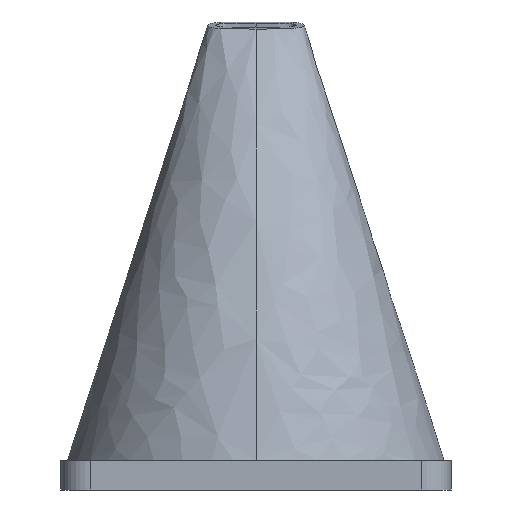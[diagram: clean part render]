
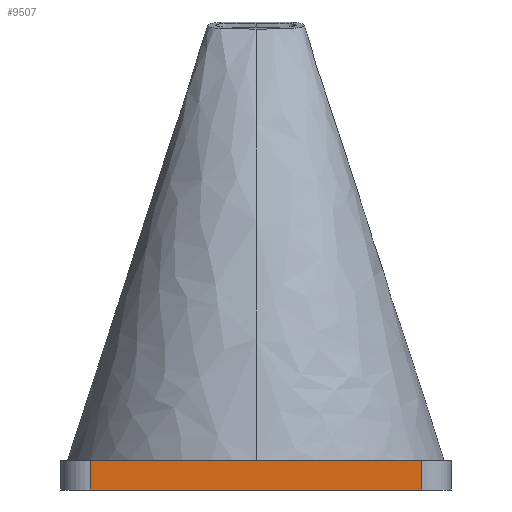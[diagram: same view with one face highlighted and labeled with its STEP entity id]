
A CAD part, front view. The second image highlights one B-rep face of the part: STEP entity #9507.
In plain terms, the highlighted planar face has unit normal (0, -1, 0).
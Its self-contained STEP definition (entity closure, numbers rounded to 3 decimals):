
#50 = ORIENTED_EDGE ( 'NONE', *, *, #916, .T. ) ;
#236 = CARTESIAN_POINT ( 'NONE',  ( -17., -20., 0. ) ) ;
#857 = AXIS2_PLACEMENT_3D ( 'NONE', #6714, #10016, #5118 ) ;
#916 = EDGE_CURVE ( 'NONE', #6160, #6310, #2211, .T. ) ;
#1067 = PLANE ( 'NONE',  #857 ) ;
#1095 = ORIENTED_EDGE ( 'NONE', *, *, #2302, .T. ) ;
#1616 = FACE_OUTER_BOUND ( 'NONE', #8521, .T. ) ;
#1648 = DIRECTION ( 'NONE',  ( 0., 0., -1. ) ) ;
#1690 = VECTOR ( 'NONE', #4459, 1000. ) ;
#1919 = LINE ( 'NONE', #8268, #7217 ) ;
#2211 = LINE ( 'NONE', #4722, #1690 ) ;
#2232 = VECTOR ( 'NONE', #6577, 1000. ) ;
#2302 = EDGE_CURVE ( 'NONE', #10226, #6160, #1919, .T. ) ;
#2467 = CARTESIAN_POINT ( 'NONE',  ( 17., -20., 3. ) ) ;
#3249 = VERTEX_POINT ( 'NONE', #10230 ) ;
#3473 = CARTESIAN_POINT ( 'NONE',  ( 17., -20., 0. ) ) ;
#3741 = LINE ( 'NONE', #8243, #2232 ) ;
#3775 = LINE ( 'NONE', #2467, #5412 ) ;
#3924 = EDGE_CURVE ( 'NONE', #3249, #6310, #3775, .T. ) ;
#4459 = DIRECTION ( 'NONE',  ( 1., 0., 0. ) ) ;
#4722 = CARTESIAN_POINT ( 'NONE',  ( -17., -20., 0. ) ) ;
#5118 = DIRECTION ( 'NONE',  ( 0., 0., 1. ) ) ;
#5412 = VECTOR ( 'NONE', #1648, 1000. ) ;
#5802 = EDGE_CURVE ( 'NONE', #10226, #3249, #3741, .T. ) ;
#5838 = ORIENTED_EDGE ( 'NONE', *, *, #3924, .F. ) ;
#6160 = VERTEX_POINT ( 'NONE', #236 ) ;
#6310 = VERTEX_POINT ( 'NONE', #3473 ) ;
#6577 = DIRECTION ( 'NONE',  ( 1., 0., 0. ) ) ;
#6703 = ORIENTED_EDGE ( 'NONE', *, *, #5802, .F. ) ;
#6714 = CARTESIAN_POINT ( 'NONE',  ( -17., -20., 3. ) ) ;
#7217 = VECTOR ( 'NONE', #7976, 1000. ) ;
#7769 = CARTESIAN_POINT ( 'NONE',  ( -17., -20., 3. ) ) ;
#7976 = DIRECTION ( 'NONE',  ( 0., 0., -1. ) ) ;
#8243 = CARTESIAN_POINT ( 'NONE',  ( -17., -20., 3. ) ) ;
#8268 = CARTESIAN_POINT ( 'NONE',  ( -17., -20., 3. ) ) ;
#8521 = EDGE_LOOP ( 'NONE', ( #50, #5838, #6703, #1095 ) ) ;
#9507 = ADVANCED_FACE ( 'NONE', ( #1616 ), #1067, .F. ) ;
#10016 = DIRECTION ( 'NONE',  ( 0., 1., 0. ) ) ;
#10226 = VERTEX_POINT ( 'NONE', #7769 ) ;
#10230 = CARTESIAN_POINT ( 'NONE',  ( 17., -20., 3. ) ) ;
